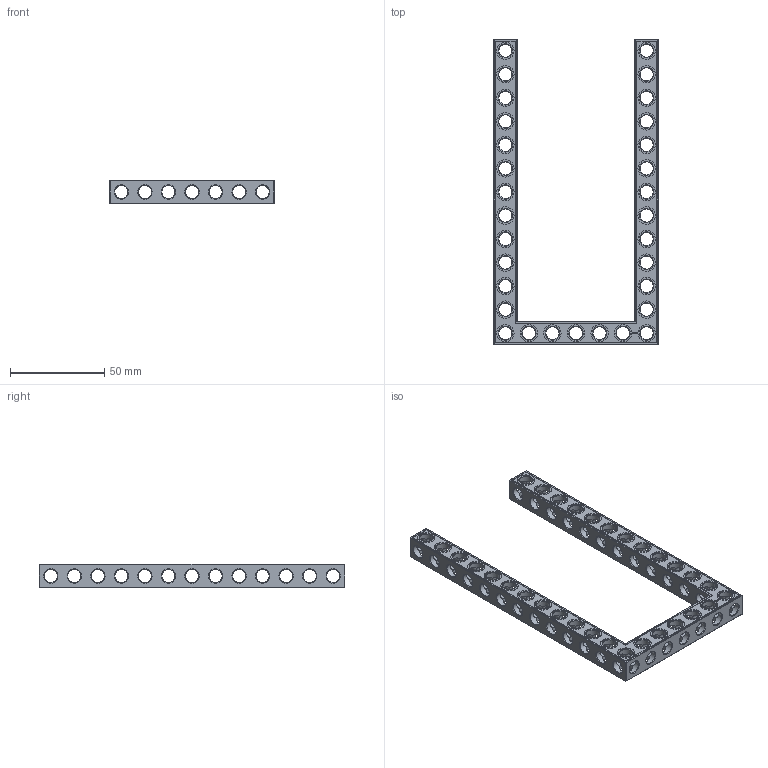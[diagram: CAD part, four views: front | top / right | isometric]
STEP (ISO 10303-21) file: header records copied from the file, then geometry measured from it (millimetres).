
FILE_DESCRIPTION(('FreeCAD Model'),'2;1');
FILE_NAME('Open CASCADE Shape Model','2022-02-23T20:59:07',( 'Paulo Kiefe'),('STEMFIE.org'),'Open CASCADE STEP processor 7.5', 'FreeCAD','Unknown');
FILE_SCHEMA(('AUTOMOTIVE_DESIGN { 1 0 10303 214 1 1 1 1 }'));
Products named in the file (1): Beam AGD ESS USH SYM BU07x13x01 - SPN-BEM-0388 (stemfie.org)
Bounding box: 87.5 x 162.5 x 12.5 mm (x, y, z)
Volume: 30296.2 mm3; surface area: 27086.8 mm2
Topology: 1 solids, 1 shells, 921 faces, 2759 edges, 1783 vertices
Faces by surface type: plane 402, extrusion 206, cylinder 187, cone 126
Full cylindrical faces by diameter (mm): 6.98 x28, 7 x128, 9.2 x31
Entity records: 193333 total; most frequent: CARTESIAN_POINT 142168, DIRECTION 8059, ORIENTED_EDGE 5518, PCURVE 5518, DEFINITIONAL_REPRESENTATION 5518, VECTOR 5304, LINE 5098, EDGE_CURVE 2759
